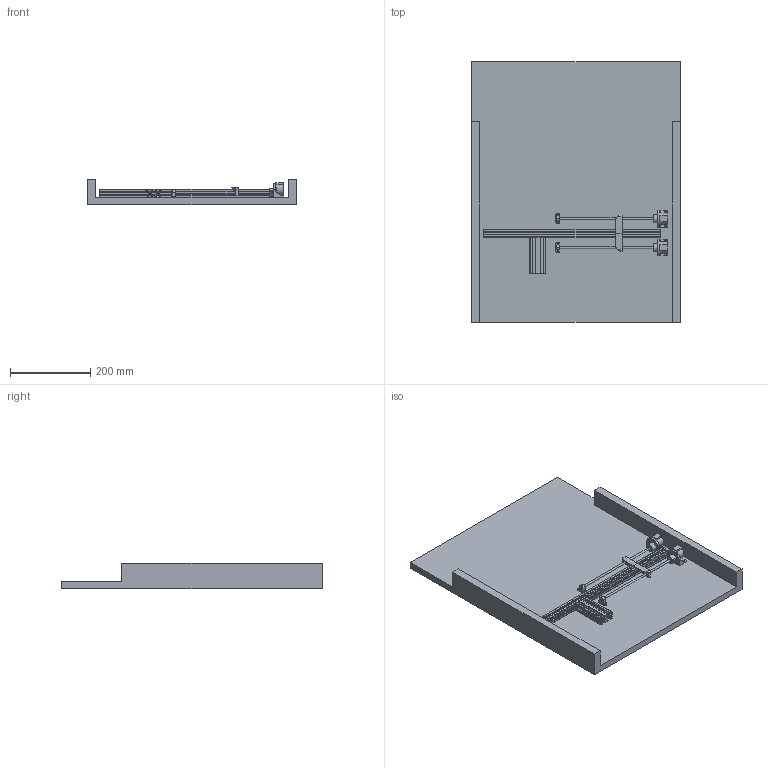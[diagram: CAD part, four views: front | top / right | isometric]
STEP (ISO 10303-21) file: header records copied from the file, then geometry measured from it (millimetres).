
FILE_DESCRIPTION(('HOOPS Exchange Step'),'2;1');
FILE_NAME('temp_export','2023-10-09T22:00:03+03:00',('ambadran717'),('Shapr3D Limited'),'HOOPS Exchange 2023.2','Shapr3D','Authorized');
FILE_SCHEMA( ('AUTOMOTIVE_DESIGN { 1 0 10303 214 1 1 1 1 }') );
Length unit declared in the file: millimetre
Products named in the file (16): Sketches (1); Unipolar Motor Mount (1); Sketches; Unipolar Motor Mount; Coupler Unipolar-Screw (1); Coupler Unipolar-Screw; PCB Tensioner; Screw End holder (1); Screw End holder; Base; root
Assembly tree (15 placements, depth 4):
  root
    Base
      Unipolar Motor Mount (1)
        Sketches (1)
      Unipolar Motor Mount
        Sketches
      Coupler Unipolar-Screw (1)
        Sketches (1)
      Coupler Unipolar-Screw
        Sketches
      PCB Tensioner
      Screw End holder (1)
        Sketches (1)
      Screw End holder
        Sketches
      Sketches
Bounding box: 520 x 650 x 63 mm (x, y, z)
Volume: 7159191.3 mm3; surface area: 951470.6 mm2
Topology: 16 solids, 16 shells, 717 faces, 2051 edges, 1376 vertices
Faces by surface type: plane 398, cylinder 259, bspline 40, torus 16, cone 4
Full cylindrical faces by diameter (mm): 4 x16, 4.6 x8, 4.92 x2, 5 x3, 5.15 x10, 5.25 x2, 5.4 x2, 5.6 x2, 9.1 x2, 20 x2, 28 x2
Entity records: 32673 total; most frequent: CARTESIAN_POINT 13296, ORIENTED_EDGE 4102, DIRECTION 3865, EDGE_CURVE 2051, VERTEX_POINT 1376, AXIS2_PLACEMENT_3D 1297, VECTOR 1271, LINE 1271
